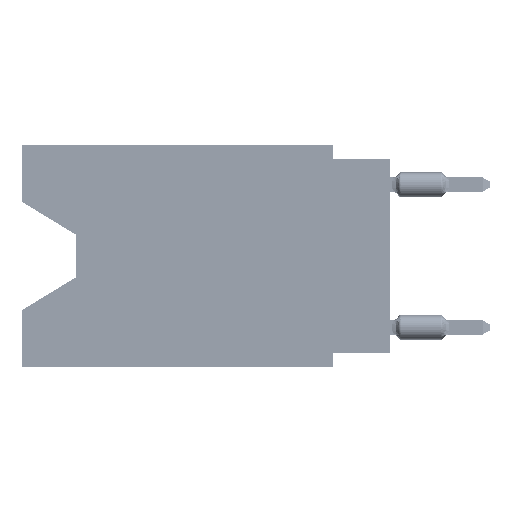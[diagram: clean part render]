
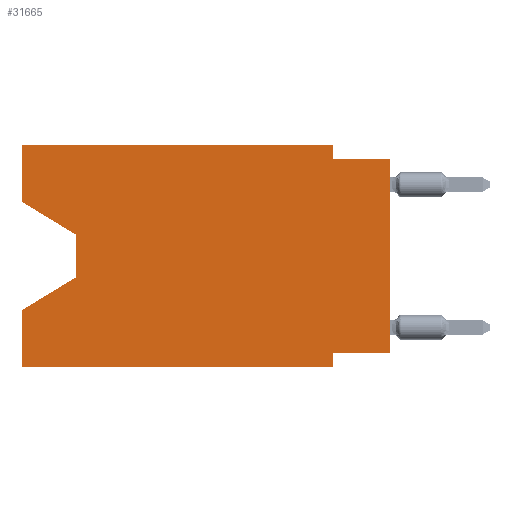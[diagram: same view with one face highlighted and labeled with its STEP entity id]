
A CAD part, left-side view. The second image highlights one B-rep face of the part: STEP entity #31665.
In plain terms, the highlighted planar face has unit normal (-1, 0, 0).
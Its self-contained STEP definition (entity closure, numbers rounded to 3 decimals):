
#920 = DIRECTION ( 'NONE',  ( 0., -0.855, -0.519 ) ) ;
#928 = EDGE_CURVE ( 'NONE', #56631, #76203, #36132, .T. ) ;
#1746 = CARTESIAN_POINT ( 'NONE',  ( 0., 2.54, 0. ) ) ;
#1747 = VERTEX_POINT ( 'NONE', #34512 ) ;
#2373 = CARTESIAN_POINT ( 'NONE',  ( 0., 16.383, 0. ) ) ;
#4003 = DIRECTION ( 'NONE',  ( 0., 0., -1. ) ) ;
#5747 = LINE ( 'NONE', #32303, #6368 ) ;
#6041 = DIRECTION ( 'NONE',  ( 0., -1., 0. ) ) ;
#6168 = DIRECTION ( 'NONE',  ( 0., 0.855, -0.519 ) ) ;
#6183 = ORIENTED_EDGE ( 'NONE', *, *, #32744, .F. ) ;
#6368 = VECTOR ( 'NONE', #6168, 1000. ) ;
#6575 = DIRECTION ( 'NONE',  ( 0., 0., -1. ) ) ;
#8011 = VECTOR ( 'NONE', #25629, 1000. ) ;
#12584 = CARTESIAN_POINT ( 'NONE',  ( 0., 16.383, 0. ) ) ;
#13337 = ORIENTED_EDGE ( 'NONE', *, *, #74664, .T. ) ;
#13507 = ORIENTED_EDGE ( 'NONE', *, *, #49108, .F. ) ;
#15529 = ORIENTED_EDGE ( 'NONE', *, *, #928, .F. ) ;
#16387 = EDGE_CURVE ( 'NONE', #46855, #57608, #29150, .T. ) ;
#16829 = VECTOR ( 'NONE', #21776, 1000. ) ;
#19454 = DIRECTION ( 'NONE',  ( 0., 0., 1. ) ) ;
#20057 = LINE ( 'NONE', #1746, #36459 ) ;
#20282 = ORIENTED_EDGE ( 'NONE', *, *, #16387, .F. ) ;
#20308 = EDGE_CURVE ( 'NONE', #20508, #1747, #29232, .T. ) ;
#20508 = VERTEX_POINT ( 'NONE', #59197 ) ;
#21776 = DIRECTION ( 'NONE',  ( 0., 0., 1. ) ) ;
#22238 = CARTESIAN_POINT ( 'NONE',  ( 0., 16.383, -2.546 ) ) ;
#22518 = VECTOR ( 'NONE', #6041, 1000. ) ;
#24360 = ORIENTED_EDGE ( 'NONE', *, *, #53884, .T. ) ;
#25336 = ORIENTED_EDGE ( 'NONE', *, *, #48570, .F. ) ;
#25562 = EDGE_CURVE ( 'NONE', #71463, #69270, #25986, .T. ) ;
#25629 = DIRECTION ( 'NONE',  ( 0., -1., 0. ) ) ;
#25986 = LINE ( 'NONE', #72564, #62075 ) ;
#27133 = PLANE ( 'NONE',  #75882 ) ;
#27457 = EDGE_LOOP ( 'NONE', ( #76191, #78563, #24360, #75726, #27625, #15529, #6183, #13337, #20282, #13507, #25336, #65277 ) ) ;
#27625 = ORIENTED_EDGE ( 'NONE', *, *, #82765, .T. ) ;
#28345 = CARTESIAN_POINT ( 'NONE',  ( 0., 2.54, -9.906 ) ) ;
#28729 = CARTESIAN_POINT ( 'NONE',  ( 0., 2.54, -9.906 ) ) ;
#29150 = LINE ( 'NONE', #48738, #69751 ) ;
#29232 = LINE ( 'NONE', #22238, #78299 ) ;
#30997 = CARTESIAN_POINT ( 'NONE',  ( 0., 13.97, -4.013 ) ) ;
#31420 = LINE ( 'NONE', #30997, #83603 ) ;
#31665 = ADVANCED_FACE ( 'NONE', ( #39801 ), #27133, .F. ) ;
#31915 = VERTEX_POINT ( 'NONE', #44938 ) ;
#32303 = CARTESIAN_POINT ( 'NONE',  ( 0., 13.97, -5.893 ) ) ;
#32744 = EDGE_CURVE ( 'NONE', #53735, #56631, #35633, .T. ) ;
#34512 = CARTESIAN_POINT ( 'NONE',  ( 0., 13.97, -4.013 ) ) ;
#34866 = VERTEX_POINT ( 'NONE', #35583 ) ;
#35583 = CARTESIAN_POINT ( 'NONE',  ( 0., 2.54, 0. ) ) ;
#35633 = LINE ( 'NONE', #76941, #52278 ) ;
#36132 = LINE ( 'NONE', #28729, #36908 ) ;
#36459 = VECTOR ( 'NONE', #6575, 1000. ) ;
#36908 = VECTOR ( 'NONE', #57027, 1000. ) ;
#39801 = FACE_OUTER_BOUND ( 'NONE', #27457, .T. ) ;
#40238 = LINE ( 'NONE', #54583, #50450 ) ;
#42732 = CARTESIAN_POINT ( 'NONE',  ( 0., 16.383, -7.36 ) ) ;
#44938 = CARTESIAN_POINT ( 'NONE',  ( 0., 13.97, -5.893 ) ) ;
#46855 = VERTEX_POINT ( 'NONE', #54766 ) ;
#47985 = EDGE_CURVE ( 'NONE', #1747, #31915, #31420, .T. ) ;
#48570 = EDGE_CURVE ( 'NONE', #59952, #34866, #73065, .T. ) ;
#48738 = CARTESIAN_POINT ( 'NONE',  ( 0., 0., -0.635 ) ) ;
#49108 = EDGE_CURVE ( 'NONE', #34866, #46855, #20057, .T. ) ;
#49775 = EDGE_CURVE ( 'NONE', #20508, #59952, #40238, .T. ) ;
#50450 = VECTOR ( 'NONE', #55005, 1000. ) ;
#52278 = VECTOR ( 'NONE', #62178, 1000. ) ;
#52420 = DIRECTION ( 'NONE',  ( 0., 0., -1. ) ) ;
#53718 = CARTESIAN_POINT ( 'NONE',  ( 0., 16.383, 0. ) ) ;
#53735 = VERTEX_POINT ( 'NONE', #70209 ) ;
#53884 = EDGE_CURVE ( 'NONE', #31915, #69270, #5747, .T. ) ;
#54583 = CARTESIAN_POINT ( 'NONE',  ( 0., 16.383, 0. ) ) ;
#54766 = CARTESIAN_POINT ( 'NONE',  ( 0., 2.54, -0.635 ) ) ;
#55005 = DIRECTION ( 'NONE',  ( 0., 0., 1. ) ) ;
#56631 = VERTEX_POINT ( 'NONE', #70235 ) ;
#57027 = DIRECTION ( 'NONE',  ( 0., 0., -1. ) ) ;
#57608 = VERTEX_POINT ( 'NONE', #64887 ) ;
#58748 = LINE ( 'NONE', #83559, #8011 ) ;
#59017 = CARTESIAN_POINT ( 'NONE',  ( 0., 16.383, -9.906 ) ) ;
#59197 = CARTESIAN_POINT ( 'NONE',  ( 0., 16.383, -2.546 ) ) ;
#59952 = VERTEX_POINT ( 'NONE', #2373 ) ;
#62075 = VECTOR ( 'NONE', #19454, 1000. ) ;
#62178 = DIRECTION ( 'NONE',  ( 0., 1., 0. ) ) ;
#63492 = DIRECTION ( 'NONE',  ( 0., -1., 0. ) ) ;
#64887 = CARTESIAN_POINT ( 'NONE',  ( 0., 0., -0.635 ) ) ;
#65277 = ORIENTED_EDGE ( 'NONE', *, *, #49775, .F. ) ;
#67949 = CARTESIAN_POINT ( 'NONE',  ( 0., 0., 0. ) ) ;
#69270 = VERTEX_POINT ( 'NONE', #42732 ) ;
#69751 = VECTOR ( 'NONE', #63492, 1000. ) ;
#70209 = CARTESIAN_POINT ( 'NONE',  ( 0., 0., -9.271 ) ) ;
#70235 = CARTESIAN_POINT ( 'NONE',  ( 0., 2.54, -9.271 ) ) ;
#71463 = VERTEX_POINT ( 'NONE', #59017 ) ;
#72564 = CARTESIAN_POINT ( 'NONE',  ( 0., 16.383, 0. ) ) ;
#73065 = LINE ( 'NONE', #12584, #22518 ) ;
#74030 = LINE ( 'NONE', #67949, #16829 ) ;
#74664 = EDGE_CURVE ( 'NONE', #53735, #57608, #74030, .T. ) ;
#75726 = ORIENTED_EDGE ( 'NONE', *, *, #25562, .F. ) ;
#75882 = AXIS2_PLACEMENT_3D ( 'NONE', #53718, #83883, #52420 ) ;
#76191 = ORIENTED_EDGE ( 'NONE', *, *, #20308, .T. ) ;
#76203 = VERTEX_POINT ( 'NONE', #28345 ) ;
#76941 = CARTESIAN_POINT ( 'NONE',  ( 0., 0., -9.271 ) ) ;
#78299 = VECTOR ( 'NONE', #920, 1000. ) ;
#78563 = ORIENTED_EDGE ( 'NONE', *, *, #47985, .T. ) ;
#82765 = EDGE_CURVE ( 'NONE', #71463, #76203, #58748, .T. ) ;
#83559 = CARTESIAN_POINT ( 'NONE',  ( 0., 16.383, -9.906 ) ) ;
#83603 = VECTOR ( 'NONE', #4003, 1000. ) ;
#83883 = DIRECTION ( 'NONE',  ( 1., 0., 0. ) ) ;
